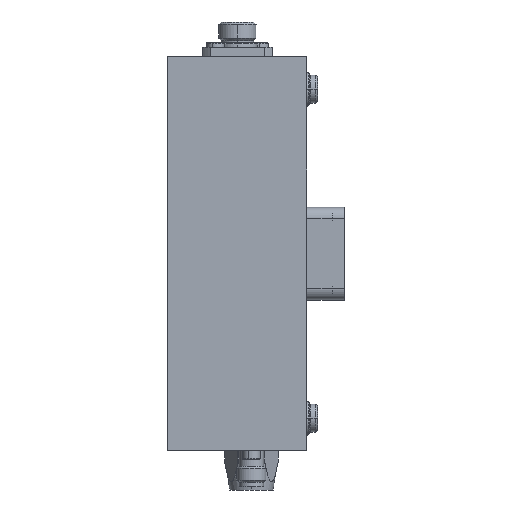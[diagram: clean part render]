
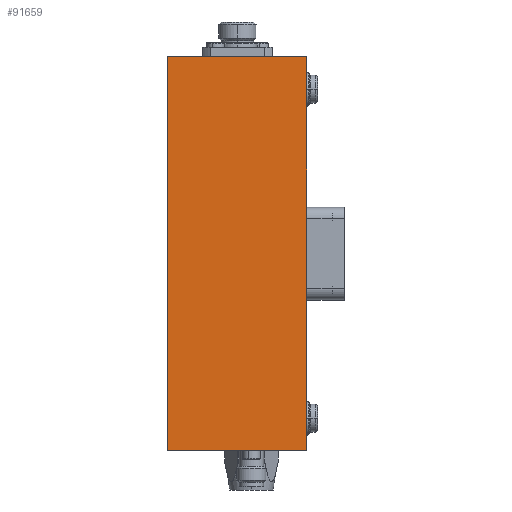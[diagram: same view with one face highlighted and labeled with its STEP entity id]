
A CAD part, left-side view. The second image highlights one B-rep face of the part: STEP entity #91659.
In plain terms, the highlighted planar face has unit normal (-1, 0, 0).
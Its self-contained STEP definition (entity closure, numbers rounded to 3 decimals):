
#90583 = VERTEX_POINT ( 'NONE', #109016 ) ;
#90666 = VERTEX_POINT ( 'NONE', #109092 ) ;
#90678 = EDGE_CURVE ( 'NONE', #90666, #90583, #109090, .T. ) ;
#91379 = EDGE_LOOP ( 'NONE', ( #91541, #91667, #91593, #91558 ) ) ;
#91528 = EDGE_CURVE ( 'NONE', #90583, #91663, #109987, .T. ) ;
#91541 = ORIENTED_EDGE ( 'NONE', *, *, #91528, .T. ) ;
#91558 = ORIENTED_EDGE ( 'NONE', *, *, #90678, .T. ) ;
#91567 = VERTEX_POINT ( 'NONE', #110005 ) ;
#91593 = ORIENTED_EDGE ( 'NONE', *, *, #91674, .F. ) ;
#91659 = ADVANCED_FACE ( 'NONE', ( #110050 ), #110069, .F. ) ;
#91663 = VERTEX_POINT ( 'NONE', #110106 ) ;
#91667 = ORIENTED_EDGE ( 'NONE', *, *, #91669, .F. ) ;
#91669 = EDGE_CURVE ( 'NONE', #91567, #91663, #110099, .T. ) ;
#91674 = EDGE_CURVE ( 'NONE', #90666, #91567, #110090, .T. ) ;
#109016 = CARTESIAN_POINT ( 'NONE',  ( -40., 0., -42.5 ) ) ;
#109090 = LINE ( 'NONE', #109132, #109131 ) ;
#109092 = CARTESIAN_POINT ( 'NONE',  ( -40., 30., -42.5 ) ) ;
#109130 = DIRECTION ( 'NONE',  ( 0., -1., 0. ) ) ;
#109131 = VECTOR ( 'NONE', #109130, 1000. ) ;
#109132 = CARTESIAN_POINT ( 'NONE',  ( -40., 30., -42.5 ) ) ;
#109974 = DIRECTION ( 'NONE',  ( 0., 0., 1. ) ) ;
#109975 = VECTOR ( 'NONE', #109974, 1000. ) ;
#109986 = CARTESIAN_POINT ( 'NONE',  ( -40., 0., -42.5 ) ) ;
#109987 = LINE ( 'NONE', #109986, #109975 ) ;
#110005 = CARTESIAN_POINT ( 'NONE',  ( -40., 30., 42.5 ) ) ;
#110049 = CARTESIAN_POINT ( 'NONE',  ( -40., 30., -42.5 ) ) ;
#110050 = FACE_OUTER_BOUND ( 'NONE', #91379, .T. ) ;
#110051 = AXIS2_PLACEMENT_3D ( 'NONE', #110049, #110111, #110107 ) ;
#110069 = PLANE ( 'NONE',  #110051 ) ;
#110087 = DIRECTION ( 'NONE',  ( 0., 0., 1. ) ) ;
#110088 = VECTOR ( 'NONE', #110087, 1000. ) ;
#110089 = CARTESIAN_POINT ( 'NONE',  ( -40., 30., -42.5 ) ) ;
#110090 = LINE ( 'NONE', #110089, #110088 ) ;
#110096 = DIRECTION ( 'NONE',  ( 0., -1., 0. ) ) ;
#110097 = VECTOR ( 'NONE', #110096, 1000. ) ;
#110098 = CARTESIAN_POINT ( 'NONE',  ( -40., 30., 42.5 ) ) ;
#110099 = LINE ( 'NONE', #110098, #110097 ) ;
#110106 = CARTESIAN_POINT ( 'NONE',  ( -40., 0., 42.5 ) ) ;
#110107 = DIRECTION ( 'NONE',  ( 0., 0., -1. ) ) ;
#110111 = DIRECTION ( 'NONE',  ( 1., 0., 0. ) ) ;
